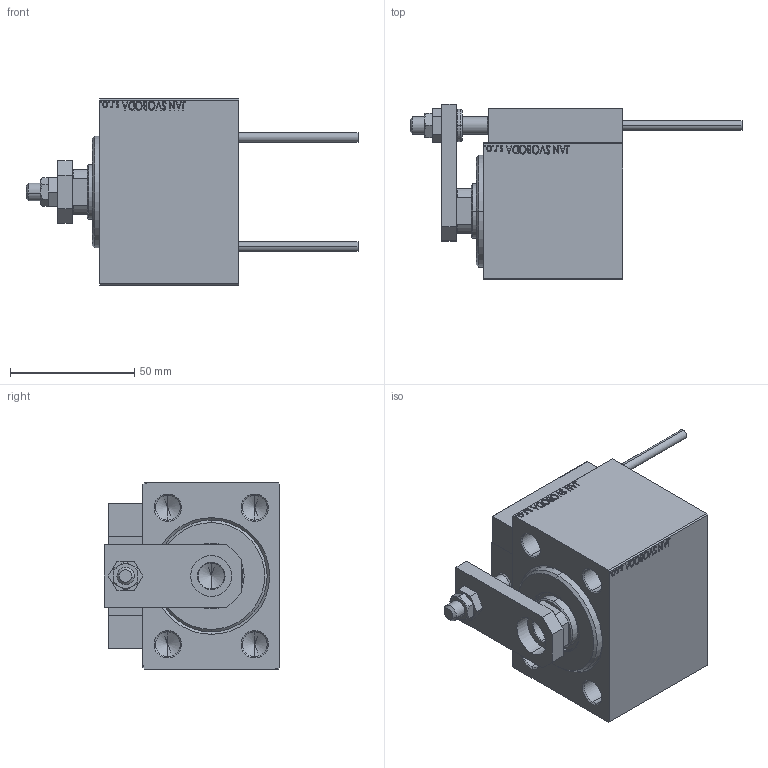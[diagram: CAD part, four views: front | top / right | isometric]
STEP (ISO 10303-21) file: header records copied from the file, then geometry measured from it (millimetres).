
FILE_DESCRIPTION (( 'STEP AP203' ), '1' );
FILE_NAME ('9f6c.STEP', '2021-11-02T04:19:30', ( '' ), ( '' ), 'SwSTEP 2.0', 'SolidWorks 2019', '' );
FILE_SCHEMA (( 'CONFIG_CONTROL_DESIGN' ));
Length unit declared in the file: millimetre
Products named in the file (16): 9f6c; MAGNET 2136a0d91f409bfeb15e9c822fd256f0; ALLEN BOLT D8 2136a0d91f409bfeb15e9c822fd256f0; ZARAZKA 2136a0d91f409bfeb15e9c822fd256f0; V450CM_VC_B 2136a0d91f409bfeb15e9c822fd256f0; NUT_D10 2136a0d91f409bfeb15e9c822fd256f0; NUT_D12 2136a0d91f409bfeb15e9c822fd256f0; TYC_L79 2136a0d91f409bfeb15e9c822fd256f0; KONCOVKA 2136a0d91f409bfeb15e9c822fd256f0; SWITCH DIM B,W 2136a0d91f409bfeb15e9c822fd256f0; ALLEN BOLT D5 2136a0d91f409bfeb15e9c822fd256f0; V450CM_B_VCP 2136a0d91f409bfeb15e9c822fd256f0; SWITCH_X_FRONT_BACK 2136a0d91f409bfeb15e9c822fd256f0; V450CM_B 2136a0d91f409bfeb15e9c822fd256f0; SWITCH X 2136a0d91f409bfeb15e9c822fd256f0; Block 2136a0d91f409bfeb15e9c822fd256f0
Assembly tree (25 placements, depth 3):
  9f6c
    V450CM_B 2136a0d91f409bfeb15e9c822fd256f0
    V450CM_B_VCP 2136a0d91f409bfeb15e9c822fd256f0
    SWITCH X 2136a0d91f409bfeb15e9c822fd256f0
      SWITCH_X_FRONT_BACK 2136a0d91f409bfeb15e9c822fd256f0  x2
      TYC_L79 2136a0d91f409bfeb15e9c822fd256f0
      Block 2136a0d91f409bfeb15e9c822fd256f0  x2
      ALLEN BOLT D5 2136a0d91f409bfeb15e9c822fd256f0  x4
      ALLEN BOLT D8 2136a0d91f409bfeb15e9c822fd256f0  x4
      MAGNET 2136a0d91f409bfeb15e9c822fd256f0  x2
      KONCOVKA 2136a0d91f409bfeb15e9c822fd256f0  x2
    NUT_D10 2136a0d91f409bfeb15e9c822fd256f0
    NUT_D12 2136a0d91f409bfeb15e9c822fd256f0
    SWITCH DIM B,W 2136a0d91f409bfeb15e9c822fd256f0
    ZARAZKA 2136a0d91f409bfeb15e9c822fd256f0
    V450CM_VC_B 2136a0d91f409bfeb15e9c822fd256f0
Bounding box: 133.7 x 70.5 x 75 mm (x, y, z)
Volume: 263523.6 mm3; surface area: 71769.1 mm2
Topology: 24 solids, 24 shells, 1310 faces, 3139 edges, 1989 vertices
Faces by surface type: plane 559, bspline 380, cylinder 178, cone 145, torus 44, sphere 4
Entity records: 51087 total; most frequent: CARTESIAN_POINT 26204, ORIENTED_EDGE 5266, DIRECTION 3561, EDGE_CURVE 2633, VERTEX_POINT 1713, LINE 1521, VECTOR 1521, EDGE_LOOP 1210
